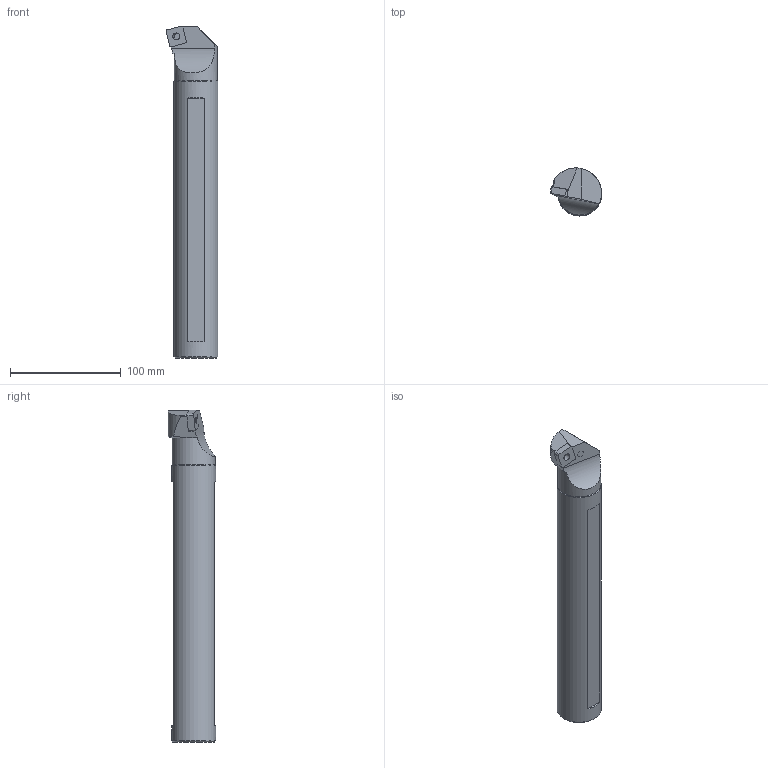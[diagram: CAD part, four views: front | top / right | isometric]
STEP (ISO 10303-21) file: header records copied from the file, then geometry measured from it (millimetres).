
FILE_DESCRIPTION(/* description */ (''),/* implementation_level */ '2;1');
FILE_NAME(/* name */ 'A40T-PSKNR15.stp',/* time_stamp */ '2023-01-13T10:40:01+01:00',/* author */ (''),/* organization */ (''),/* preprocessor_version */ 'ST-DEVELOPER v16.7',/* originating_system */ 'SIEMENS PLM Software NX 12.0',/* authorisation */ '');
FILE_SCHEMA (('AUTOMOTIVE_DESIGN { 1 0 10303 214 3 1 1 1 }'));
Length unit declared in the file: millimetre
Products named in the file (1): kl624154ADBEev5q
Bounding box: 46.87 x 43.02 x 300.09 mm (x, y, z)
Volume: 354220.5 mm3; surface area: 40365 mm2
Topology: 2 solids, 4 shells, 45 faces, 108 edges, 71 vertices
Faces by surface type: plane 24, cylinder 15, cone 6
Full cylindrical faces by diameter (mm): 3.7 x1, 6.4 x1, 7.342 x1, 39 x1, 40 x1
Entity records: 1289 total; most frequent: CARTESIAN_POINT 242, DIRECTION 219, ORIENTED_EDGE 186, EDGE_CURVE 93, AXIS2_PLACEMENT_3D 86, VERTEX_POINT 66, EDGE_LOOP 59, LINE 47
